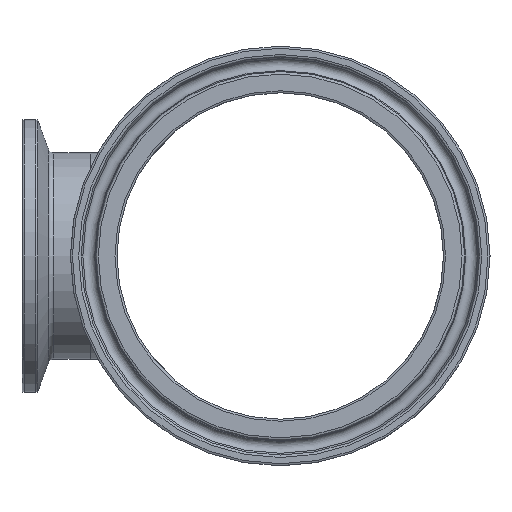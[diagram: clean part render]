
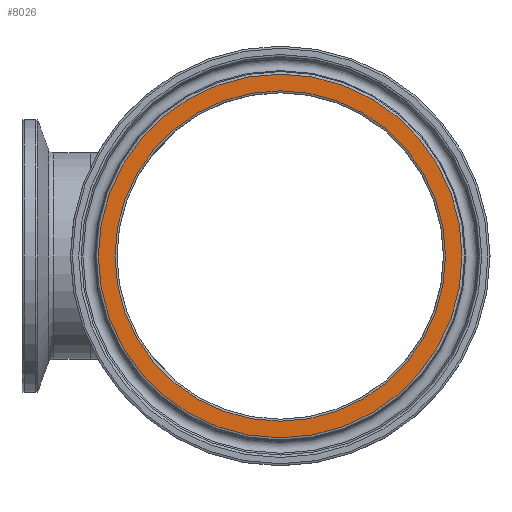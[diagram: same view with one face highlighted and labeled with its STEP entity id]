
A CAD part, left-side view. The second image highlights one B-rep face of the part: STEP entity #8026.
In plain terms, the highlighted planar face has unit normal (-1, 0, 0).
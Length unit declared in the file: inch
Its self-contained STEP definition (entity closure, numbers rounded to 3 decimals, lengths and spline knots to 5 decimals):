
#180=FACE_BOUND('',#1557,.T.);
#386=PLANE('',#8536);
#1016=FACE_OUTER_BOUND('',#1556,.T.);
#1556=EDGE_LOOP('',(#7461));
#1557=EDGE_LOOP('',(#7462));
#2849=CIRCLE('',#8535,1.2);
#2850=CIRCLE('',#8537,1.32066);
#4018=VERTEX_POINT('',#17350);
#4019=VERTEX_POINT('',#17353);
#5175=EDGE_CURVE('',#4018,#4018,#2849,.T.);
#5176=EDGE_CURVE('',#4019,#4019,#2850,.T.);
#7461=ORIENTED_EDGE('',*,*,#5176,.F.);
#7462=ORIENTED_EDGE('',*,*,#5175,.F.);
#8026=ADVANCED_FACE('',(#1016,#180),#386,.T.);
#8535=AXIS2_PLACEMENT_3D('',#17351,#10077,#10078);
#8536=AXIS2_PLACEMENT_3D('',#17352,#10079,#10080);
#8537=AXIS2_PLACEMENT_3D('',#17354,#10081,#10082);
#10077=DIRECTION('center_axis',(-1.,0.,0.));
#10078=DIRECTION('ref_axis',(0.,-1.,0.));
#10079=DIRECTION('center_axis',(-1.,0.,0.));
#10080=DIRECTION('ref_axis',(0.,0.,1.));
#10081=DIRECTION('center_axis',(1.,0.,0.));
#10082=DIRECTION('ref_axis',(0.,-1.,0.));
#17350=CARTESIAN_POINT('',(-2.844,1.2,0.));
#17351=CARTESIAN_POINT('Origin',(-2.844,0.,0.));
#17352=CARTESIAN_POINT('Origin',(-2.844,1.33466,0.));
#17353=CARTESIAN_POINT('',(-2.844,1.32066,0.));
#17354=CARTESIAN_POINT('Origin',(-2.844,0.,0.));
